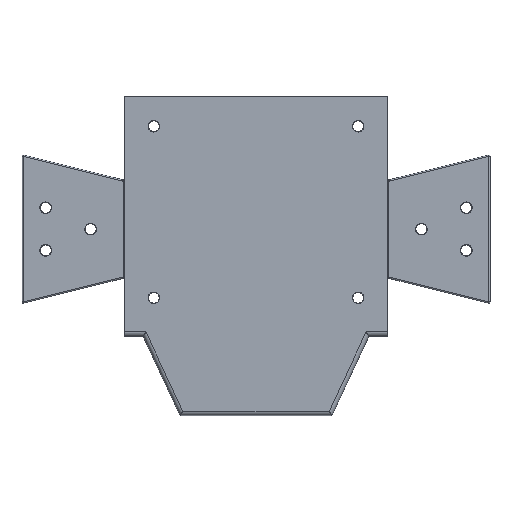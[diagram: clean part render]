
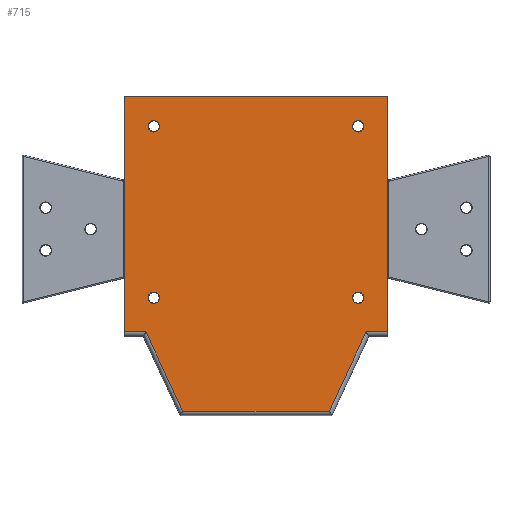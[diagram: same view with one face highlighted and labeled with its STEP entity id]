
A CAD part, top view. The second image highlights one B-rep face of the part: STEP entity #715.
In plain terms, the highlighted planar face has unit normal (0, 0, 1).
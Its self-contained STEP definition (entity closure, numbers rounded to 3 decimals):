
#58=CARTESIAN_POINT('',(1519.991,-12.817,24.6));
#59=VERTEX_POINT('',#58);
#66=CARTESIAN_POINT('',(1519.991,-68.165,24.6));
#67=VERTEX_POINT('',#66);
#68=CARTESIAN_POINT('',(1519.991,-12.817,24.6));
#69=DIRECTION('',(0.,-1.,0.));
#70=VECTOR('',#69,55.347);
#71=LINE('',#68,#70);
#72=EDGE_CURVE('',#59,#67,#71,.T.);
#187=CARTESIAN_POINT('',(1457.991,-68.165,24.6));
#188=VERTEX_POINT('',#187);
#196=CARTESIAN_POINT('',(1457.991,-12.817,24.6));
#197=VERTEX_POINT('',#196);
#198=CARTESIAN_POINT('',(1457.991,-68.165,24.6));
#199=DIRECTION('',(0.,1.,0.));
#200=VECTOR('',#199,55.347);
#201=LINE('',#198,#200);
#202=EDGE_CURVE('',#188,#197,#201,.T.);
#618=CARTESIAN_POINT('',(1538.504,-28.217,24.6));
#619=DIRECTION('',(0.,0.,1.));
#620=DIRECTION('',(0.,1.,0.));
#621=AXIS2_PLACEMENT_3D('',#618,#619,#620);
#622=PLANE('',#621);
#623=CARTESIAN_POINT('',(1514.366,-19.817,24.6));
#624=VERTEX_POINT('',#623);
#625=CARTESIAN_POINT('',(1512.991,-19.817,24.6));
#626=DIRECTION('',(-0.,-0.,-1.));
#627=DIRECTION('',(1.,0.,-0.));
#628=AXIS2_PLACEMENT_3D('',#625,#626,#627);
#629=CIRCLE('',#628,1.375);
#630=EDGE_CURVE('',#624,#624,#629,.T.);
#631=ORIENTED_EDGE('',*,*,#630,.T.);
#632=EDGE_LOOP('',(#631));
#633=FACE_BOUND('',#632,.T.);
#634=CARTESIAN_POINT('',(1514.366,-60.165,24.6));
#635=VERTEX_POINT('',#634);
#636=CARTESIAN_POINT('',(1512.991,-60.165,24.6));
#637=DIRECTION('',(-0.,-0.,-1.));
#638=DIRECTION('',(1.,0.,-0.));
#639=AXIS2_PLACEMENT_3D('',#636,#637,#638);
#640=CIRCLE('',#639,1.375);
#641=EDGE_CURVE('',#635,#635,#640,.T.);
#642=ORIENTED_EDGE('',*,*,#641,.T.);
#643=EDGE_LOOP('',(#642));
#644=FACE_BOUND('',#643,.T.);
#645=CARTESIAN_POINT('',(1466.366,-19.817,24.6));
#646=VERTEX_POINT('',#645);
#647=CARTESIAN_POINT('',(1464.991,-19.817,24.6));
#648=DIRECTION('',(-0.,-0.,-1.));
#649=DIRECTION('',(1.,0.,-0.));
#650=AXIS2_PLACEMENT_3D('',#647,#648,#649);
#651=CIRCLE('',#650,1.375);
#652=EDGE_CURVE('',#646,#646,#651,.T.);
#653=ORIENTED_EDGE('',*,*,#652,.T.);
#654=EDGE_LOOP('',(#653));
#655=FACE_BOUND('',#654,.T.);
#656=CARTESIAN_POINT('',(1466.366,-60.165,24.6));
#657=VERTEX_POINT('',#656);
#658=CARTESIAN_POINT('',(1464.991,-60.165,24.6));
#659=DIRECTION('',(-0.,-0.,-1.));
#660=DIRECTION('',(1.,0.,-0.));
#661=AXIS2_PLACEMENT_3D('',#658,#659,#660);
#662=CIRCLE('',#661,1.375);
#663=EDGE_CURVE('',#657,#657,#662,.T.);
#664=ORIENTED_EDGE('',*,*,#663,.T.);
#665=EDGE_LOOP('',(#664));
#666=FACE_BOUND('',#665,.T.);
#667=ORIENTED_EDGE('',*,*,#202,.F.);
#668=CARTESIAN_POINT('',(1463.097,-68.165,24.6));
#669=VERTEX_POINT('',#668);
#670=CARTESIAN_POINT('',(1457.991,-68.165,24.6));
#671=DIRECTION('',(1.,-0.,-0.));
#672=VECTOR('',#671,5.106);
#673=LINE('',#670,#672);
#674=EDGE_CURVE('',#188,#669,#673,.T.);
#675=ORIENTED_EDGE('',*,*,#674,.T.);
#676=CARTESIAN_POINT('',(1471.795,-86.817,24.6));
#677=VERTEX_POINT('',#676);
#678=CARTESIAN_POINT('',(1463.097,-68.165,24.6));
#679=DIRECTION('',(0.423,-0.906,0.));
#680=VECTOR('',#679,20.581);
#681=LINE('',#678,#680);
#682=EDGE_CURVE('',#669,#677,#681,.T.);
#683=ORIENTED_EDGE('',*,*,#682,.T.);
#684=CARTESIAN_POINT('',(1506.187,-86.817,24.6));
#685=VERTEX_POINT('',#684);
#686=CARTESIAN_POINT('',(1471.795,-86.817,24.6));
#687=DIRECTION('',(1.,-0.,-0.));
#688=VECTOR('',#687,34.393);
#689=LINE('',#686,#688);
#690=EDGE_CURVE('',#677,#685,#689,.T.);
#691=ORIENTED_EDGE('',*,*,#690,.T.);
#692=CARTESIAN_POINT('',(1514.885,-68.165,24.6));
#693=VERTEX_POINT('',#692);
#694=CARTESIAN_POINT('',(1506.187,-86.817,24.6));
#695=DIRECTION('',(0.423,0.906,0.));
#696=VECTOR('',#695,20.581);
#697=LINE('',#694,#696);
#698=EDGE_CURVE('',#685,#693,#697,.T.);
#699=ORIENTED_EDGE('',*,*,#698,.T.);
#700=CARTESIAN_POINT('',(1514.885,-68.165,24.6));
#701=DIRECTION('',(1.,-0.,0.));
#702=VECTOR('',#701,5.106);
#703=LINE('',#700,#702);
#704=EDGE_CURVE('',#693,#67,#703,.T.);
#705=ORIENTED_EDGE('',*,*,#704,.T.);
#706=ORIENTED_EDGE('',*,*,#72,.F.);
#707=CARTESIAN_POINT('',(1457.991,-12.817,24.6));
#708=DIRECTION('',(1.,-0.,0.));
#709=VECTOR('',#708,62.);
#710=LINE('',#707,#709);
#711=EDGE_CURVE('',#197,#59,#710,.T.);
#712=ORIENTED_EDGE('',*,*,#711,.F.);
#713=EDGE_LOOP('',(#667,#675,#683,#691,#699,#705,#706,#712));
#714=FACE_BOUND('',#713,.T.);
#715=ADVANCED_FACE('',(#633,#644,#655,#666,#714),#622,.T.);
